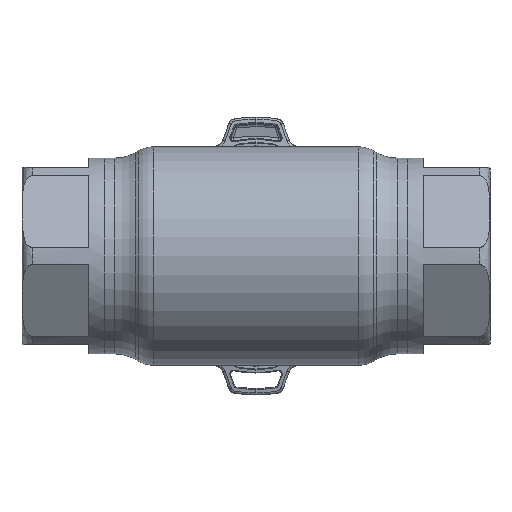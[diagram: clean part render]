
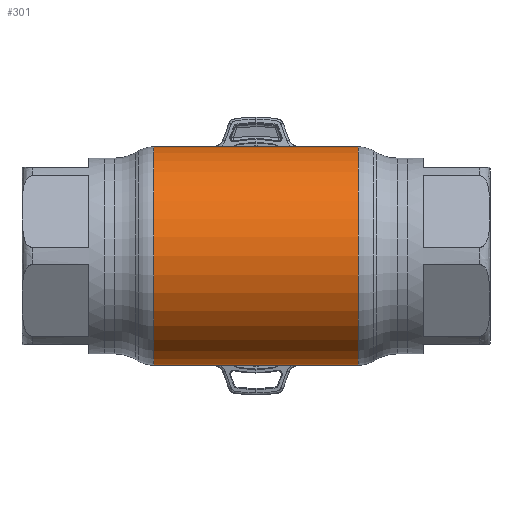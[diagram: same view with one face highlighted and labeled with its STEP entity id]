
A CAD part, front view. The second image highlights one B-rep face of the part: STEP entity #301.
In plain terms, the highlighted cylindrical face has radius 42.5 mm (diameter 85 mm), a partial arc.
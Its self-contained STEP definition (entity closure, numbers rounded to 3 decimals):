
#142 = VERTEX_POINT ( 'NONE', #1238 ) ;
#214 = CIRCLE ( 'NONE', #11624, 42.5 ) ;
#301 = ADVANCED_FACE ( 'NONE', ( #32604 ), #9400, .T. ) ;
#645 = AXIS2_PLACEMENT_3D ( 'NONE', #2739, #23767, #18900 ) ;
#1238 = CARTESIAN_POINT ( 'NONE',  ( 39.749, 0., 42.5 ) ) ;
#2578 = CARTESIAN_POINT ( 'NONE',  ( -39.749, 0., 0. ) ) ;
#2739 = CARTESIAN_POINT ( 'NONE',  ( 39.749, 0., 0. ) ) ;
#5657 = DIRECTION ( 'NONE',  ( 0., 0., 1. ) ) ;
#7132 = CARTESIAN_POINT ( 'NONE',  ( -62.69, 0., -42.5 ) ) ;
#7397 = CARTESIAN_POINT ( 'NONE',  ( 39.749, 0., -42.5 ) ) ;
#8739 = VECTOR ( 'NONE', #32540, 1000. ) ;
#9400 = CYLINDRICAL_SURFACE ( 'NONE', #22401, 42.5 ) ;
#11515 = EDGE_CURVE ( 'NONE', #32496, #142, #15256, .T. ) ;
#11534 = LINE ( 'NONE', #7132, #8739 ) ;
#11624 = AXIS2_PLACEMENT_3D ( 'NONE', #2578, #18568, #15636 ) ;
#11670 = CARTESIAN_POINT ( 'NONE',  ( -62.69, 0., 42.5 ) ) ;
#12159 = LINE ( 'NONE', #11670, #30531 ) ;
#14293 = EDGE_CURVE ( 'NONE', #21600, #23127, #214, .T. ) ;
#15256 = CIRCLE ( 'NONE', #645, 42.5 ) ;
#15268 = ORIENTED_EDGE ( 'NONE', *, *, #32281, .T. ) ;
#15636 = DIRECTION ( 'NONE',  ( 0., 0., 1. ) ) ;
#17598 = CARTESIAN_POINT ( 'NONE',  ( -39.749, 0., 42.5 ) ) ;
#18568 = DIRECTION ( 'NONE',  ( -1., 0., 0. ) ) ;
#18900 = DIRECTION ( 'NONE',  ( 0., 0., 1. ) ) ;
#20589 = CARTESIAN_POINT ( 'NONE',  ( -62.69, 0., 0. ) ) ;
#21600 = VERTEX_POINT ( 'NONE', #32728 ) ;
#22401 = AXIS2_PLACEMENT_3D ( 'NONE', #20589, #33267, #5657 ) ;
#23127 = VERTEX_POINT ( 'NONE', #17598 ) ;
#23266 = ORIENTED_EDGE ( 'NONE', *, *, #11515, .T. ) ;
#23767 = DIRECTION ( 'NONE',  ( -1., 0., 0. ) ) ;
#24992 = EDGE_LOOP ( 'NONE', ( #31333, #23266, #15268, #27331 ) ) ;
#27331 = ORIENTED_EDGE ( 'NONE', *, *, #14293, .F. ) ;
#27402 = DIRECTION ( 'NONE',  ( -1., 0., 0. ) ) ;
#29794 = EDGE_CURVE ( 'NONE', #32496, #21600, #11534, .T. ) ;
#30531 = VECTOR ( 'NONE', #27402, 1000. ) ;
#31333 = ORIENTED_EDGE ( 'NONE', *, *, #29794, .F. ) ;
#32281 = EDGE_CURVE ( 'NONE', #142, #23127, #12159, .T. ) ;
#32496 = VERTEX_POINT ( 'NONE', #7397 ) ;
#32540 = DIRECTION ( 'NONE',  ( -1., 0., 0. ) ) ;
#32604 = FACE_OUTER_BOUND ( 'NONE', #24992, .T. ) ;
#32728 = CARTESIAN_POINT ( 'NONE',  ( -39.749, 0., -42.5 ) ) ;
#33267 = DIRECTION ( 'NONE',  ( -1., 0., 0. ) ) ;
